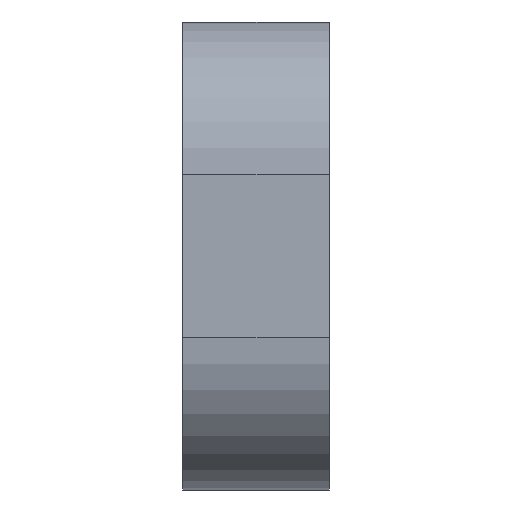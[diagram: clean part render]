
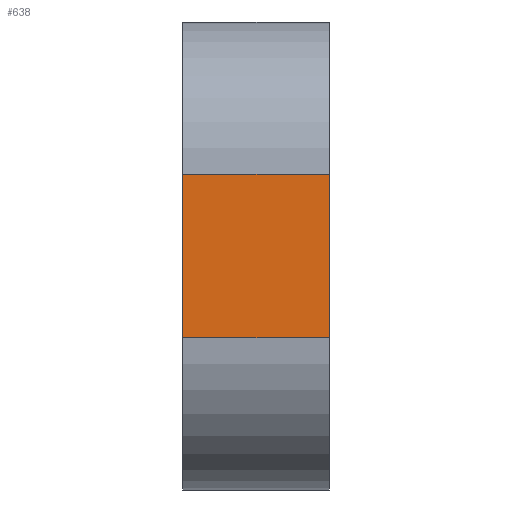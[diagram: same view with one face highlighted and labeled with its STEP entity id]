
A CAD part, left-side view. The second image highlights one B-rep face of the part: STEP entity #638.
In plain terms, the highlighted planar face has unit normal (-1, 0, 0).
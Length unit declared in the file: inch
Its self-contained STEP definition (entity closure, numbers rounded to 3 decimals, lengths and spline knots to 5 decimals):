
#41 = CARTESIAN_POINT ( 'NONE',  ( -0.66, 0., 0.07 ) ) ;
#48 = VECTOR ( 'NONE', #188, 39.37008 ) ;
#66 = AXIS2_PLACEMENT_3D ( 'NONE', #632, #227, #698 ) ;
#67 = LINE ( 'NONE', #531, #48 ) ;
#90 = CARTESIAN_POINT ( 'NONE',  ( -0.66, 0.125, -0.07 ) ) ;
#108 = LINE ( 'NONE', #590, #606 ) ;
#151 = CARTESIAN_POINT ( 'NONE',  ( -0.66, 0., 0.2 ) ) ;
#158 = DIRECTION ( 'NONE',  ( 0., -1., 0. ) ) ;
#188 = DIRECTION ( 'NONE',  ( 0., 0., 1. ) ) ;
#222 = LINE ( 'NONE', #90, #745 ) ;
#227 = DIRECTION ( 'NONE',  ( 1., 0., 0. ) ) ;
#230 = DIRECTION ( 'NONE',  ( 0., 0., 1. ) ) ;
#237 = LINE ( 'NONE', #151, #271 ) ;
#265 = EDGE_CURVE ( 'NONE', #686, #469, #67, .T. ) ;
#271 = VECTOR ( 'NONE', #230, 39.37008 ) ;
#324 = ORIENTED_EDGE ( 'NONE', *, *, #728, .T. ) ;
#361 = PLANE ( 'NONE',  #66 ) ;
#371 = VERTEX_POINT ( 'NONE', #619 ) ;
#424 = FACE_OUTER_BOUND ( 'NONE', #790, .T. ) ;
#436 = CARTESIAN_POINT ( 'NONE',  ( -0.66, 0.125, -0.07 ) ) ;
#469 = VERTEX_POINT ( 'NONE', #796 ) ;
#473 = ORIENTED_EDGE ( 'NONE', *, *, #672, .T. ) ;
#528 = DIRECTION ( 'NONE',  ( 0., 1., 0. ) ) ;
#531 = CARTESIAN_POINT ( 'NONE',  ( -0.66, 0.125, 0.2 ) ) ;
#575 = VERTEX_POINT ( 'NONE', #41 ) ;
#590 = CARTESIAN_POINT ( 'NONE',  ( -0.66, 0.125, 0.07 ) ) ;
#606 = VECTOR ( 'NONE', #528, 39.37008 ) ;
#619 = CARTESIAN_POINT ( 'NONE',  ( -0.66, 0., -0.07 ) ) ;
#632 = CARTESIAN_POINT ( 'NONE',  ( -0.66, 0.125, 0.2 ) ) ;
#638 = ADVANCED_FACE ( 'NONE', ( #424 ), #361, .F. ) ;
#646 = ORIENTED_EDGE ( 'NONE', *, *, #850, .T. ) ;
#672 = EDGE_CURVE ( 'NONE', #371, #575, #237, .T. ) ;
#686 = VERTEX_POINT ( 'NONE', #436 ) ;
#698 = DIRECTION ( 'NONE',  ( 0., 0., -1. ) ) ;
#728 = EDGE_CURVE ( 'NONE', #686, #371, #222, .T. ) ;
#745 = VECTOR ( 'NONE', #158, 39.37008 ) ;
#790 = EDGE_LOOP ( 'NONE', ( #873, #324, #473, #646 ) ) ;
#796 = CARTESIAN_POINT ( 'NONE',  ( -0.66, 0.125, 0.07 ) ) ;
#850 = EDGE_CURVE ( 'NONE', #575, #469, #108, .T. ) ;
#873 = ORIENTED_EDGE ( 'NONE', *, *, #265, .F. ) ;
